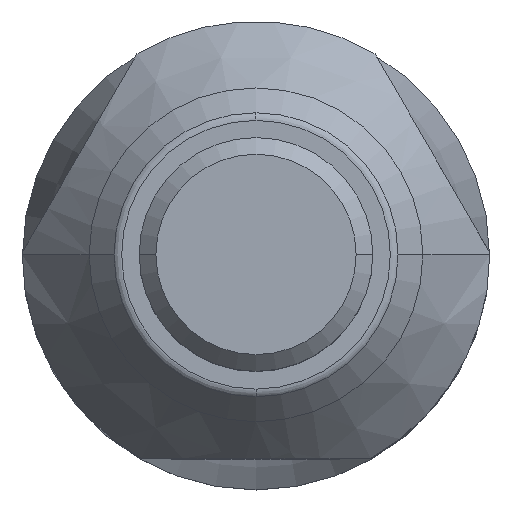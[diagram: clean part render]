
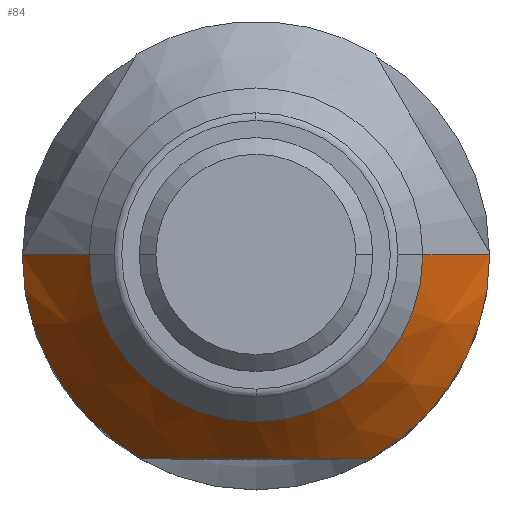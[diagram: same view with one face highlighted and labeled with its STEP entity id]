
A CAD part, top view. The second image highlights one B-rep face of the part: STEP entity #84.
In plain terms, the highlighted conical face has half-angle 38.66 degrees and reference radius 6 mm.
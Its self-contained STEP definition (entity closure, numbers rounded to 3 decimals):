
#84=ADVANCED_FACE('',(#203),#204,.T.);
#203=FACE_OUTER_BOUND('',#358,.T.);
#204=CONICAL_SURFACE('',#359,6.0,0.675);
#358=EDGE_LOOP('',(#542,#543,#544,#545,#546,#547));
#359=AXIS2_PLACEMENT_3D('',#548,#549,#550);
#542=ORIENTED_EDGE('',*,*,#935,.F.);
#543=ORIENTED_EDGE('',*,*,#936,.T.);
#544=ORIENTED_EDGE('',*,*,#937,.F.);
#545=ORIENTED_EDGE('',*,*,#933,.F.);
#546=ORIENTED_EDGE('',*,*,#938,.T.);
#547=ORIENTED_EDGE('',*,*,#939,.F.);
#548=CARTESIAN_POINT('',(0.0,0.,24.75));
#549=DIRECTION('',(0.0,0.,-1.0));
#550=DIRECTION('',(1.0,0.0,0.0));
#933=EDGE_CURVE('',#1113,#1109,#1115,.T.);
#935=EDGE_CURVE('',#1117,#1118,#1119,.T.);
#936=EDGE_CURVE('',#1117,#1120,#1121,.T.);
#937=EDGE_CURVE('',#1109,#1120,#1122,.T.);
#938=EDGE_CURVE('',#1113,#1123,#1124,.T.);
#939=EDGE_CURVE('',#1118,#1123,#1125,.T.);
#1109=VERTEX_POINT('',#1412);
#1113=VERTEX_POINT('',#1417);
#1115=CIRCLE('',#1420,7.0);
#1117=VERTEX_POINT('',#1422);
#1118=VERTEX_POINT('',#1423);
#1119=LINE('',#1424,#1425);
#1120=VERTEX_POINT('',#1426);
#1121=CIRCLE('',#1427,5.0);
#1122=LINE('',#1428,#1429);
#1123=VERTEX_POINT('',#1430);
#1124=(B_SPLINE_CURVE(2,(#1432,#1433,#1434),.UNSPECIFIED.,.F.,.F.)B_SPLINE_CURVE_WITH_KNOTS((3,3),(0.0,7.227),.UNSPECIFIED.)RATIONAL_B_SPLINE_CURVE((1.0,1.148,1.0))BOUNDED_CURVE()REPRESENTATION_ITEM('')GEOMETRIC_REPRESENTATION_ITEM()CURVE());
#1125=CIRCLE('',#1441,7.0);
#1412=CARTESIAN_POINT('',(-7.0,0.,23.5));
#1417=CARTESIAN_POINT('',(-3.434,-6.1,23.5));
#1420=AXIS2_PLACEMENT_3D('',#1875,#1876,#1877);
#1422=CARTESIAN_POINT('',(5.0,0.,26.0));
#1423=CARTESIAN_POINT('',(7.0,0.,23.5));
#1424=CARTESIAN_POINT('',(6.0,0.,24.75));
#1425=VECTOR('',#1878,1.0);
#1426=CARTESIAN_POINT('',(-5.0,0.,26.0));
#1427=AXIS2_PLACEMENT_3D('',#1879,#1880,#1881);
#1428=CARTESIAN_POINT('',(-6.0,0.,24.75));
#1429=VECTOR('',#1882,1.0);
#1430=CARTESIAN_POINT('',(3.434,-6.1,23.5));
#1432=CARTESIAN_POINT('',(-3.434,-6.1,23.5));
#1433=CARTESIAN_POINT('',(0.0,-6.1,25.605));
#1434=CARTESIAN_POINT('',(3.434,-6.1,23.5));
#1441=AXIS2_PLACEMENT_3D('',#1883,#1884,#1885);
#1875=CARTESIAN_POINT('',(0.0,0.,23.5));
#1876=DIRECTION('',(0.0,0.,-1.0));
#1877=DIRECTION('',(1.0,0.0,0.0));
#1878=DIRECTION('',(0.625,0.,-0.781));
#1879=CARTESIAN_POINT('',(0.0,0.,26.0));
#1880=DIRECTION('',(0.0,0.,-1.0));
#1881=DIRECTION('',(1.0,0.0,0.0));
#1882=DIRECTION('',(0.625,0.,0.781));
#1883=CARTESIAN_POINT('',(0.0,0.,23.5));
#1884=DIRECTION('',(0.0,0.,-1.0));
#1885=DIRECTION('',(1.0,0.0,0.0));
